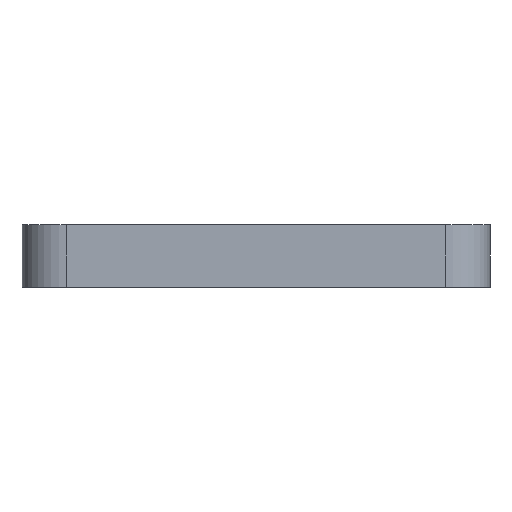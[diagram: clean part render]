
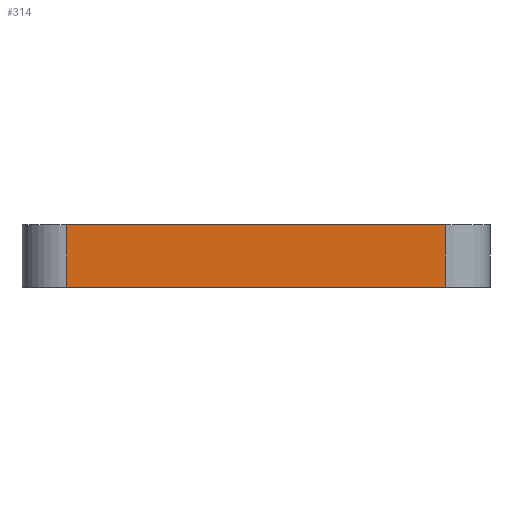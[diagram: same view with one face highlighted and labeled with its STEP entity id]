
A CAD part, left-side view. The second image highlights one B-rep face of the part: STEP entity #314.
In plain terms, the highlighted planar face has unit normal (-1, 0, 0).
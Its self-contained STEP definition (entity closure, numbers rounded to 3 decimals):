
#47 = ORIENTED_EDGE ( 'NONE', *, *, #561, .T. ) ;
#171 = DIRECTION ( 'NONE',  ( 0., -1., 0. ) ) ;
#205 = DIRECTION ( 'NONE',  ( 0., -1., 0. ) ) ;
#245 = VECTOR ( 'NONE', #1081, 1000. ) ;
#283 = EDGE_CURVE ( 'NONE', #836, #1361, #1144, .T. ) ;
#304 = VERTEX_POINT ( 'NONE', #312 ) ;
#312 = CARTESIAN_POINT ( 'NONE',  ( -77.5, 42.5, 0. ) ) ;
#314 = ADVANCED_FACE ( 'NONE', ( #762 ), #1222, .F. ) ;
#316 = CARTESIAN_POINT ( 'NONE',  ( -77.5, -42.5, 14. ) ) ;
#318 = DIRECTION ( 'NONE',  ( 0., 1., 0. ) ) ;
#412 = VECTOR ( 'NONE', #171, 1000. ) ;
#422 = VERTEX_POINT ( 'NONE', #562 ) ;
#479 = VECTOR ( 'NONE', #645, 1000. ) ;
#561 = EDGE_CURVE ( 'NONE', #304, #836, #592, .T. ) ;
#562 = CARTESIAN_POINT ( 'NONE',  ( -77.5, 42.5, 14. ) ) ;
#592 = LINE ( 'NONE', #838, #412 ) ;
#645 = DIRECTION ( 'NONE',  ( 0., 0., -1. ) ) ;
#647 = VECTOR ( 'NONE', #205, 1000. ) ;
#698 = CARTESIAN_POINT ( 'NONE',  ( -77.5, -42.5, 0. ) ) ;
#760 = AXIS2_PLACEMENT_3D ( 'NONE', #761, #1124, #318 ) ;
#761 = CARTESIAN_POINT ( 'NONE',  ( -77.5, 52.5, 14. ) ) ;
#762 = FACE_OUTER_BOUND ( 'NONE', #834, .T. ) ;
#763 = CARTESIAN_POINT ( 'NONE',  ( -77.5, 42.5, 14. ) ) ;
#777 = LINE ( 'NONE', #763, #479 ) ;
#813 = ORIENTED_EDGE ( 'NONE', *, *, #1023, .T. ) ;
#816 = ORIENTED_EDGE ( 'NONE', *, *, #283, .T. ) ;
#834 = EDGE_LOOP ( 'NONE', ( #47, #816, #925, #813 ) ) ;
#836 = VERTEX_POINT ( 'NONE', #698 ) ;
#838 = CARTESIAN_POINT ( 'NONE',  ( -77.5, 52.5, 0. ) ) ;
#925 = ORIENTED_EDGE ( 'NONE', *, *, #1285, .F. ) ;
#1023 = EDGE_CURVE ( 'NONE', #422, #304, #777, .T. ) ;
#1081 = DIRECTION ( 'NONE',  ( 0., 0., 1. ) ) ;
#1124 = DIRECTION ( 'NONE',  ( 1., 0., 0. ) ) ;
#1144 = LINE ( 'NONE', #1302, #245 ) ;
#1196 = CARTESIAN_POINT ( 'NONE',  ( -77.5, 52.5, 14. ) ) ;
#1222 = PLANE ( 'NONE',  #760 ) ;
#1285 = EDGE_CURVE ( 'NONE', #422, #1361, #1293, .T. ) ;
#1293 = LINE ( 'NONE', #1196, #647 ) ;
#1302 = CARTESIAN_POINT ( 'NONE',  ( -77.5, -42.5, 14. ) ) ;
#1361 = VERTEX_POINT ( 'NONE', #316 ) ;
